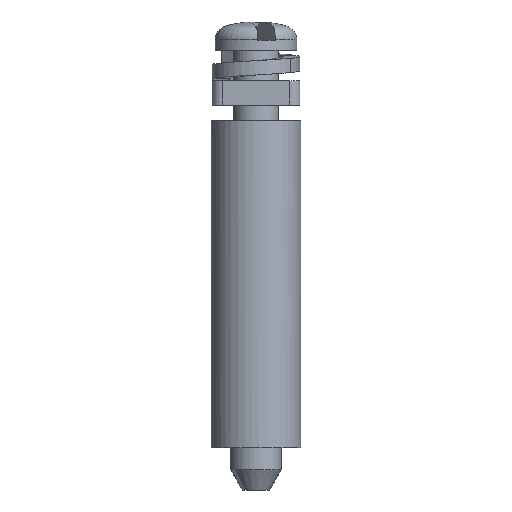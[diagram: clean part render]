
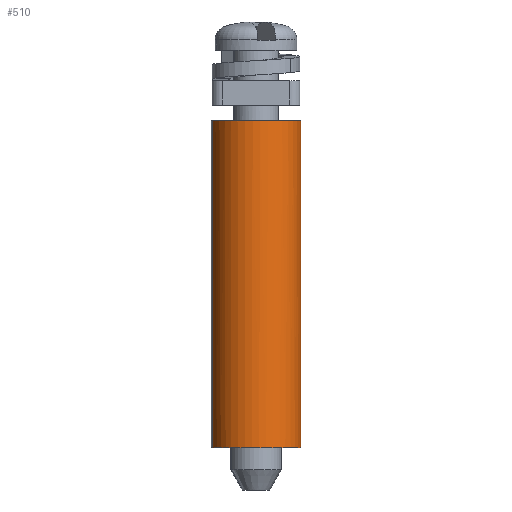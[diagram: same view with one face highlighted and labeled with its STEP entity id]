
A CAD part, left-side view. The second image highlights one B-rep face of the part: STEP entity #510.
In plain terms, the highlighted cylindrical face has radius 2.2 mm (diameter 4.4 mm), a partial arc.
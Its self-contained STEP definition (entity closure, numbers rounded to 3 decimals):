
#483=AXIS2_PLACEMENT_3D('Cylinder Axis2P3D',#480,#481,#482) ;
#501=AXIS2_PLACEMENT_3D('Circle Axis2P3D',#499,#500,$) ;
#416=CARTESIAN_POINT('Control Point',(2.797,0.032,2.057)) ;
#417=CARTESIAN_POINT('Control Point',(2.587,-0.027,2.057)) ;
#418=CARTESIAN_POINT('Control Point',(2.37,-0.06,2.057)) ;
#419=CARTESIAN_POINT('Control Point',(2.149,-0.066,2.057)) ;
#420=CARTESIAN_POINT('Control Point',(1.712,-0.023,2.057)) ;
#421=CARTESIAN_POINT('Control Point',(1.299,0.125,2.057)) ;
#422=CARTESIAN_POINT('Control Point',(1.102,0.225,2.057)) ;
#423=CARTESIAN_POINT('Control Point',(0.738,0.471,2.057)) ;
#424=CARTESIAN_POINT('Control Point',(0.445,0.798,2.057)) ;
#425=CARTESIAN_POINT('Control Point',(0.319,0.978,2.057)) ;
#426=CARTESIAN_POINT('Control Point',(0.115,1.368,2.057)) ;
#427=CARTESIAN_POINT('Control Point',(0.013,1.795,2.057)) ;
#428=CARTESIAN_POINT('Control Point',(-0.012,2.014,2.057)) ;
#429=CARTESIAN_POINT('Control Point',(-0.006,2.453,2.057)) ;
#430=CARTESIAN_POINT('Control Point',(0.107,2.878,2.057)) ;
#431=CARTESIAN_POINT('Control Point',(0.189,3.082,2.057)) ;
#432=CARTESIAN_POINT('Control Point',(0.403,3.466,2.057)) ;
#433=CARTESIAN_POINT('Control Point',(0.704,3.785,2.057)) ;
#434=CARTESIAN_POINT('Control Point',(0.874,3.926,2.057)) ;
#435=CARTESIAN_POINT('Control Point',(1.123,4.084,2.057)) ;
#436=CARTESIAN_POINT('Control Point',(1.392,4.198,2.057)) ;
#437=CARTESIAN_POINT('Control Point',(1.462,4.224,2.057)) ;
#438=CARTESIAN_POINT('Control Point',(1.533,4.248,2.057)) ;
#439=CARTESIAN_POINT('Control Point',(1.604,4.268,2.057)) ;
#440=CARTESIAN_POINT('Vertex',(2.797,0.032,2.057)) ;
#442=CARTESIAN_POINT('Vertex',(1.604,4.268,2.057)) ;
#480=CARTESIAN_POINT('Axis2P3D Location',(2.2,2.15,18.057)) ;
#485=CARTESIAN_POINT('Line Origine',(1.604,4.268,18.057)) ;
#489=CARTESIAN_POINT('Vertex',(1.604,4.268,18.057)) ;
#492=CARTESIAN_POINT('Line Origine',(2.797,0.032,18.057)) ;
#496=CARTESIAN_POINT('Vertex',(2.797,0.032,18.057)) ;
#499=CARTESIAN_POINT('Axis2P3D Location',(2.2,2.15,18.057)) ;
#481=DIRECTION('Axis2P3D Direction',(0.,0.,-1.)) ;
#482=DIRECTION('Axis2P3D XDirection',(0.271,-0.963,0.)) ;
#486=DIRECTION('Vector Direction',(0.,0.,-1.)) ;
#493=DIRECTION('Vector Direction',(0.,0.,-1.)) ;
#500=DIRECTION('Axis2P3D Direction',(0.,0.,-1.)) ;
#487=VECTOR('Line Direction',#486,1.) ;
#494=VECTOR('Line Direction',#493,1.) ;
#505=ORIENTED_EDGE('',*,*,#491,.T.) ;
#506=ORIENTED_EDGE('',*,*,#444,.F.) ;
#507=ORIENTED_EDGE('',*,*,#498,.T.) ;
#508=ORIENTED_EDGE('',*,*,#503,.T.) ;
#510=ADVANCED_FACE('CTS4USC_Half threaded screw_CA622476',(#509),#484,.T.) ;
#415=B_SPLINE_CURVE_WITH_KNOTS('',5,(#416,#417,#418,#419,#420,#421,#422,#423,#424,#425,#426,#427,#428,#429,#430,#431,#432,#433,#434,#435,#436,#437,#438,#439),.UNSPECIFIED.,.F.,.U.,(6,3,3,3,3,3,3,6),(0.,1.541,3.083,4.624,6.166,7.707,9.248,9.774),.UNSPECIFIED.) ;
#502=CIRCLE('generated circle',#501,2.2) ;
#484=CYLINDRICAL_SURFACE('generated cylinder',#483,2.2) ;
#444=EDGE_CURVE('',#441,#443,#415,.T.) ;
#491=EDGE_CURVE('',#490,#443,#488,.T.) ;
#498=EDGE_CURVE('',#441,#497,#495,.F.) ;
#503=EDGE_CURVE('',#497,#490,#502,.T.) ;
#504=EDGE_LOOP('',(#505,#506,#507,#508)) ;
#509=FACE_OUTER_BOUND('',#504,.T.) ;
#488=LINE('Line',#485,#487) ;
#495=LINE('Line',#492,#494) ;
#441=VERTEX_POINT('',#440) ;
#443=VERTEX_POINT('',#442) ;
#490=VERTEX_POINT('',#489) ;
#497=VERTEX_POINT('',#496) ;
